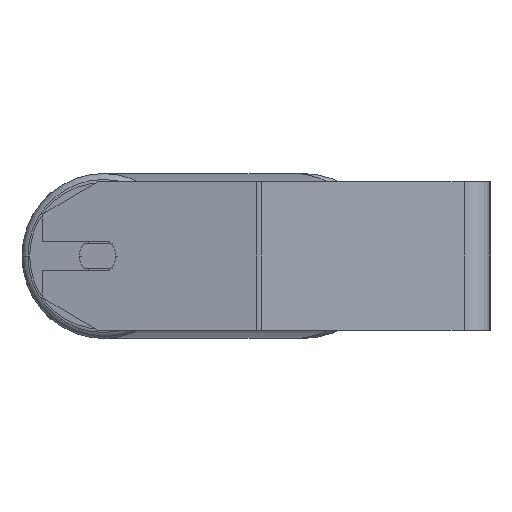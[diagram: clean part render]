
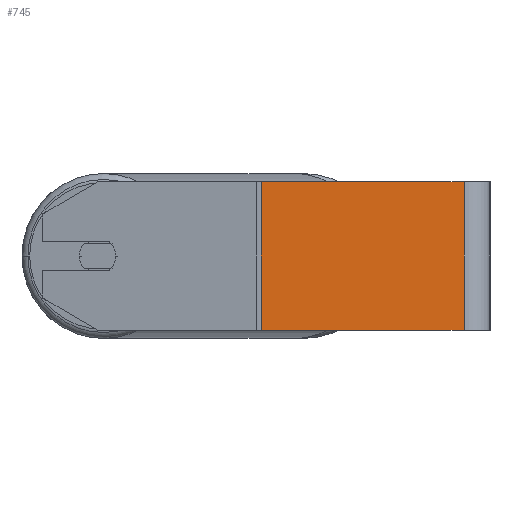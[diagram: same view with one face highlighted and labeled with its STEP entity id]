
A CAD part, left-side view. The second image highlights one B-rep face of the part: STEP entity #745.
In plain terms, the highlighted planar face has unit normal (-1, 0, 0).
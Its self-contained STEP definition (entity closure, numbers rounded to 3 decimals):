
#334 = LINE ( 'NONE', #6406, #5331 ) ;
#600 = VECTOR ( 'NONE', #1174, 1000. ) ;
#745 = ADVANCED_FACE ( 'NONE', ( #3077 ), #4959, .F. ) ;
#970 = ORIENTED_EDGE ( 'NONE', *, *, #1147, .T. ) ;
#1147 = EDGE_CURVE ( 'NONE', #4716, #4464, #334, .T. ) ;
#1151 = DIRECTION ( 'NONE',  ( 0., -1., 0. ) ) ;
#1174 = DIRECTION ( 'NONE',  ( 0., 0., -1. ) ) ;
#1189 = LINE ( 'NONE', #5279, #5341 ) ;
#1377 = CARTESIAN_POINT ( 'NONE',  ( -955., 123.523, -40. ) ) ;
#1742 = CARTESIAN_POINT ( 'NONE',  ( -955., 14., 40. ) ) ;
#1806 = ORIENTED_EDGE ( 'NONE', *, *, #5435, .F. ) ;
#1810 = DIRECTION ( 'NONE',  ( 0., -1., 0. ) ) ;
#1811 = EDGE_CURVE ( 'NONE', #4716, #3947, #3233, .T. ) ;
#2047 = EDGE_CURVE ( 'NONE', #4464, #2990, #1189, .T. ) ;
#2593 = ORIENTED_EDGE ( 'NONE', *, *, #1811, .F. ) ;
#2990 = VERTEX_POINT ( 'NONE', #3970 ) ;
#3077 = FACE_OUTER_BOUND ( 'NONE', #7878, .T. ) ;
#3078 = LINE ( 'NONE', #5175, #600 ) ;
#3233 = LINE ( 'NONE', #7883, #3647 ) ;
#3647 = VECTOR ( 'NONE', #1810, 1000. ) ;
#3752 = DIRECTION ( 'NONE',  ( 1., 0., 0. ) ) ;
#3947 = VERTEX_POINT ( 'NONE', #1742 ) ;
#3970 = CARTESIAN_POINT ( 'NONE',  ( -955., 14., -40. ) ) ;
#4383 = DIRECTION ( 'NONE',  ( 0., 0., -1. ) ) ;
#4415 = DIRECTION ( 'NONE',  ( 0., 0., -1. ) ) ;
#4464 = VERTEX_POINT ( 'NONE', #1377 ) ;
#4716 = VERTEX_POINT ( 'NONE', #7667 ) ;
#4959 = PLANE ( 'NONE',  #8714 ) ;
#5175 = CARTESIAN_POINT ( 'NONE',  ( -955., 14., 40. ) ) ;
#5238 = ORIENTED_EDGE ( 'NONE', *, *, #2047, .T. ) ;
#5279 = CARTESIAN_POINT ( 'NONE',  ( -955., 124.748, -40. ) ) ;
#5331 = VECTOR ( 'NONE', #4415, 1000. ) ;
#5341 = VECTOR ( 'NONE', #1151, 1000. ) ;
#5435 = EDGE_CURVE ( 'NONE', #3947, #2990, #3078, .T. ) ;
#6406 = CARTESIAN_POINT ( 'NONE',  ( -955., 123.523, 40. ) ) ;
#7648 = CARTESIAN_POINT ( 'NONE',  ( -955., 124.748, 40. ) ) ;
#7667 = CARTESIAN_POINT ( 'NONE',  ( -955., 123.523, 40. ) ) ;
#7878 = EDGE_LOOP ( 'NONE', ( #5238, #1806, #2593, #970 ) ) ;
#7883 = CARTESIAN_POINT ( 'NONE',  ( -955., 124.748, 40. ) ) ;
#8714 = AXIS2_PLACEMENT_3D ( 'NONE', #7648, #3752, #4383 ) ;
